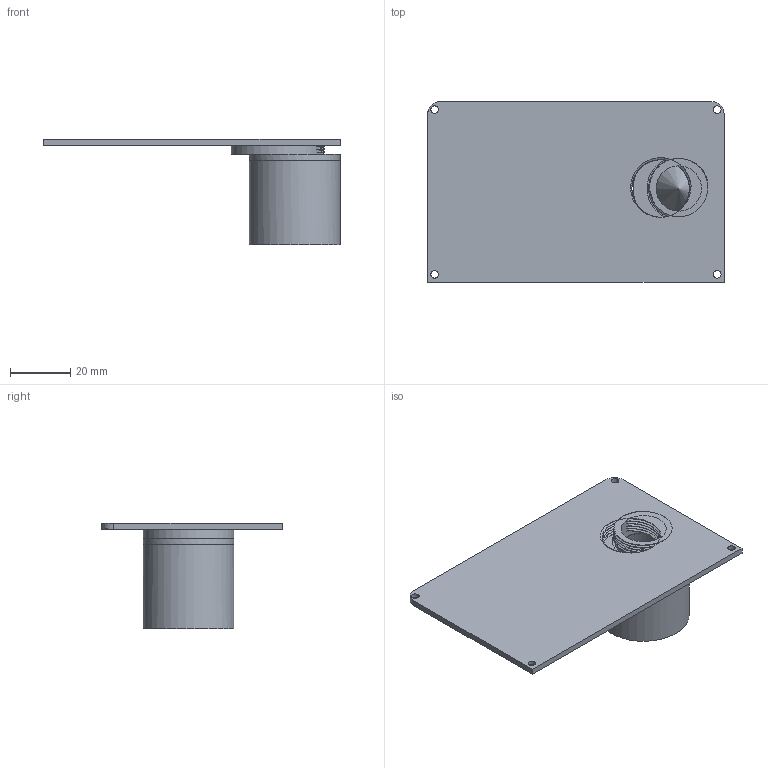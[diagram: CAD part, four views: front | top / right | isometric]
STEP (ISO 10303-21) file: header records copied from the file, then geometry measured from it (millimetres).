
FILE_DESCRIPTION(/* description */ (''),/* implementation_level */ '2;1');
FILE_NAME(/* name */ 'beam dump plate v2.step',/* time_stamp */ '2025-06-10T20:39:27+02:00',/* author */ (''),/* organization */ (''),/* preprocessor_version */ 'ST-DEVELOPER v20.1',/* originating_system */ 'Autodesk Translation Framework v14.10.0.0',/* authorisation */ '');
FILE_SCHEMA (('AUTOMOTIVE_DESIGN { 1 0 10303 214 3 1 1 }'));
Length unit declared in the file: millimetre
Products named in the file (1): beam dump plate
Bounding box: 98.04 x 59.67 x 35 mm (x, y, z)
Volume: 28284.8 mm3; surface area: 20899.8 mm2
Topology: 3 solids, 3 shells, 88 faces, 227 edges, 148 vertices
Faces by surface type: cylinder 47, plane 27, bspline 9, cone 5
Full cylindrical faces by diameter (mm): 2.5 x4, 15 x1, 18.741 x3, 19 x1, 19.035 x4, 19.884 x4, 20.352 x4, 20.947 x1, 24.132 x1, 24.526 x1, 25.85 x1, 26.408 x1, 30 x2, 30.09 x1
Entity records: 7815 total; most frequent: CARTESIAN_POINT 5776, ORIENTED_EDGE 452, DIRECTION 349, EDGE_CURVE 226, VERTEX_POINT 148, AXIS2_PLACEMENT_3D 137, EDGE_LOOP 104, B_SPLINE_CURVE_WITH_KNOTS 94
